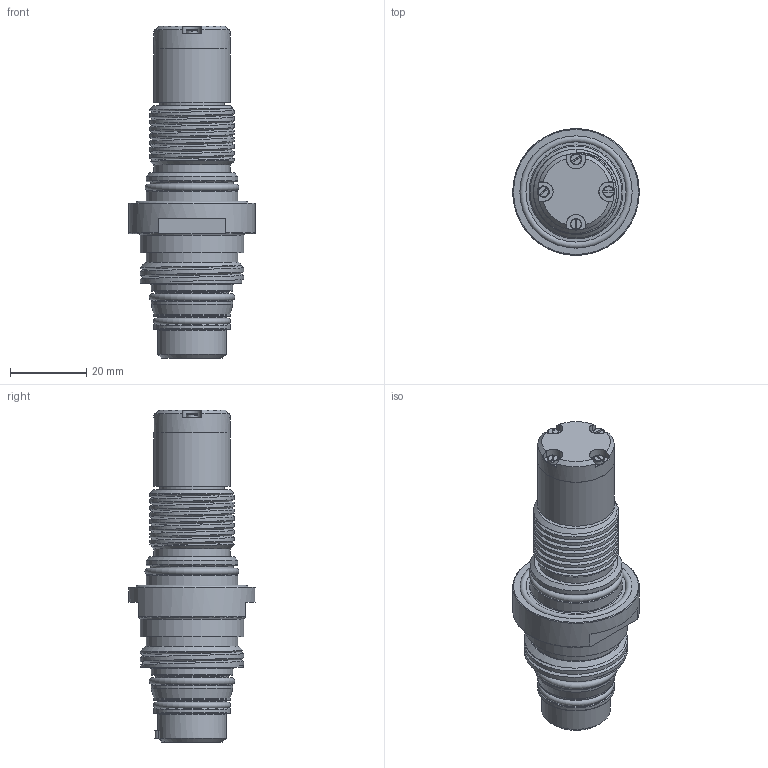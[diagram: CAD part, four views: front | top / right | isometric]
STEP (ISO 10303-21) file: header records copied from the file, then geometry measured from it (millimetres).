
FILE_DESCRIPTION(/* description */ (''),/* implementation_level */ '2;1');
FILE_NAME(/* name */ 'OptoLink FO BCR-A 600 Bar.stp',/* time_stamp */ '2015-12-10T14:24:27+01:00',/* author */ ('sh'),/* organization */ (''),/* preprocessor_version */ 'ST-DEVELOPER v15.2',/* originating_system */ 'Autodesk Inventor 2014',/* authorisation */ '');
FILE_SCHEMA (('AUTOMOTIVE_DESIGN { 1 0 10303 214 3 1 1 }'));
Length unit declared in the file: millimetre
Products named in the file (1): OptoLink FO BCR-A 600 Bar
Bounding box: 33.1 x 33.09 x 86.82 mm (x, y, z)
Volume: 6.7 mm3; surface area: 10014.8 mm2
Topology: 3 solids, 5 shells, 347 faces, 883 edges, 577 vertices
Faces by surface type: plane 168, bspline 87, cylinder 39, torus 35, cone 18
Full cylindrical faces by diameter (mm): 1.9 x2, 2.7 x4, 13.5 x1, 16.8 x1, 17.8 x1, 18 x1, 19 x2, 19.9 x1, 20 x4, 21.4 x2, 21.6 x1, 24 x3, 27 x1, 33.1 x1
Entity records: 15605 total; most frequent: CARTESIAN_POINT 8088, ORIENTED_EDGE 1590, DIRECTION 1193, EDGE_CURVE 792, VERTEX_POINT 549, EDGE_LOOP 447, AXIS2_PLACEMENT_3D 421, LINE 351
